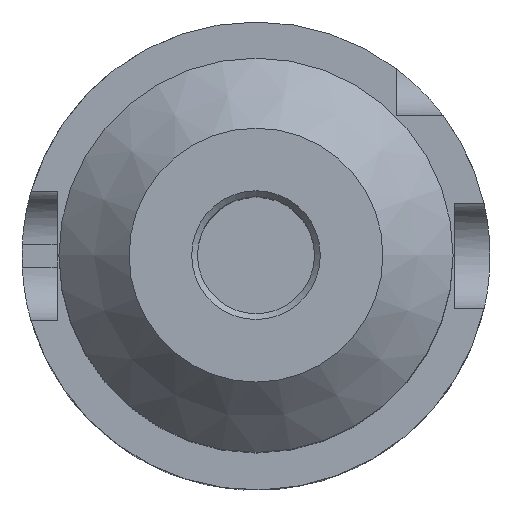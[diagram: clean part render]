
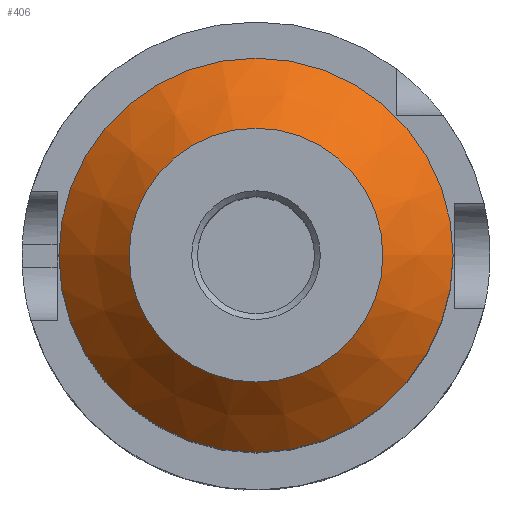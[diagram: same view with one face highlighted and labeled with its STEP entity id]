
A CAD part, top view. The second image highlights one B-rep face of the part: STEP entity #406.
In plain terms, the highlighted conical face has half-angle 45 degrees and reference radius 10.85 mm.
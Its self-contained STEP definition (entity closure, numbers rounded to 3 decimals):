
#126=FACE_BOUND('',#604,.T.);
#127=FACE_BOUND('',#605,.T.);
#406=ADVANCED_FACE('',(#126,#127),#430,.T.);
#430=CONICAL_SURFACE('',#1670,10.85,45.);
#604=EDGE_LOOP('',(#1063));
#605=EDGE_LOOP('',(#1064));
#657=CIRCLE('',#1609,10.85);
#659=CIRCLE('',#1612,16.85);
#1063=ORIENTED_EDGE('',*,*,#1361,.F.);
#1064=ORIENTED_EDGE('',*,*,#1359,.F.);
#1198=VERTEX_POINT('',#2794);
#1200=VERTEX_POINT('',#2799);
#1359=EDGE_CURVE('',#1198,#1198,#657,.T.);
#1361=EDGE_CURVE('',#1200,#1200,#659,.T.);
#1609=AXIS2_PLACEMENT_3D('',#2793,#1854,#1855);
#1612=AXIS2_PLACEMENT_3D('',#2798,#1860,#1861);
#1670=AXIS2_PLACEMENT_3D('',#4105,#2015,#2016);
#1854=DIRECTION('',(0.,0.,1.));
#1855=DIRECTION('',(-1.,0.,0.));
#1860=DIRECTION('',(0.,0.,-1.));
#1861=DIRECTION('',(-1.,0.,0.));
#2015=DIRECTION('',(0.,0.,-1.));
#2016=DIRECTION('',(-1.,0.,0.));
#2793=CARTESIAN_POINT('',(0.,0.,60.));
#2794=CARTESIAN_POINT('',(-10.85,0.,60.));
#2798=CARTESIAN_POINT('',(0.,0.,54.));
#2799=CARTESIAN_POINT('',(-16.85,0.,54.));
#4105=CARTESIAN_POINT('',(0.,0.,60.));
